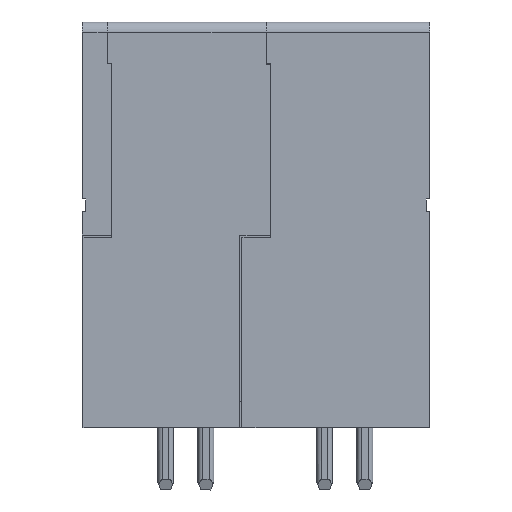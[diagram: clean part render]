
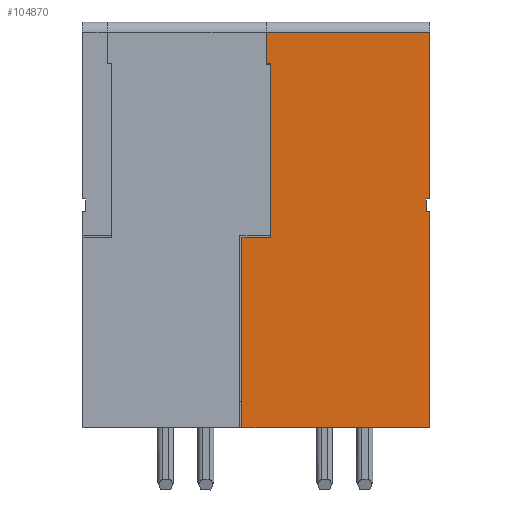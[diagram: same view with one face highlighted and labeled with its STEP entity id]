
A CAD part, front view. The second image highlights one B-rep face of the part: STEP entity #104870.
In plain terms, the highlighted face is planar.
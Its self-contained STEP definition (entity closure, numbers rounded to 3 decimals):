
#25200=CARTESIAN_POINT('',(50.733,34.2,
1.2));
#25210=VERTEX_POINT('',#25200);
#25240=CARTESIAN_POINT('',(50.733,-1.268,
1.2));
#25250=DIRECTION('',(0.,-1.,0.));
#25260=VECTOR('',#25250,1.);
#25270=LINE('',#25240,#25260);
#25280=CARTESIAN_POINT('',(50.733,49.9,
1.2));
#25290=VERTEX_POINT('',#25280);
#25300=EDGE_CURVE('',#25290,#25210,#25270,.T.);
#44420=CARTESIAN_POINT('',(50.733,12.6,
1.2));
#44430=VERTEX_POINT('',#44420);
#44460=CARTESIAN_POINT('',(50.733,33.,
1.2));
#44470=VERTEX_POINT('',#44460);
#44480=EDGE_CURVE('',#44470,#44430,#25270,.T.);
#50860=CARTESIAN_POINT('',(50.733,46.95,
16.6));
#50870=VERTEX_POINT('',#50860);
#50900=CARTESIAN_POINT('',(50.733,46.95,16.));
#50910=DIRECTION('',(0.,0.,1.));
#50920=VECTOR('',#50910,1.);
#50930=LINE('',#50900,#50920);
#50940=CARTESIAN_POINT('',(50.733,46.95,
16.2));
#50950=VERTEX_POINT('',#50940);
#50960=EDGE_CURVE('',#50950,#50870,#50930,.T.);
#51570=CARTESIAN_POINT('',(50.733,12.6,
18.9));
#51580=VERTEX_POINT('',#51570);
#51730=CARTESIAN_POINT('',(50.733,30.6,
18.9));
#51740=VERTEX_POINT('',#51730);
#51770=CARTESIAN_POINT('',(50.733,-1.268,
18.9));
#51780=DIRECTION('',(0.,1.,0.));
#51790=VECTOR('',#51780,1.);
#51800=LINE('',#51770,#51790);
#51810=EDGE_CURVE('',#51580,#51740,#51800,.T.);
#58790=CARTESIAN_POINT('',(50.733,49.9,
16.6));
#58800=VERTEX_POINT('',#58790);
#58830=CARTESIAN_POINT('',(50.733,2.3,
16.6));
#58840=DIRECTION('',(0.,-1.,0.));
#58850=VECTOR('',#58840,1.);
#58860=LINE('',#58830,#58850);
#58870=EDGE_CURVE('',#58800,#50870,#58860,.T.);
#70620=CARTESIAN_POINT('',(50.733,34.2,
1.5));
#70630=VERTEX_POINT('',#70620);
#70660=CARTESIAN_POINT('',(50.733,34.2,16.));
#70670=DIRECTION('',(0.,0.,1.));
#70680=VECTOR('',#70670,1.);
#70690=LINE('',#70660,#70680);
#70700=EDGE_CURVE('',#25210,#70630,#70690,.T.);
#88000=CARTESIAN_POINT('',(50.733,33.,
1.5));
#88010=VERTEX_POINT('',#88000);
#88040=CARTESIAN_POINT('',(50.733,-1.268,
1.5));
#88050=DIRECTION('',(0.,-1.,0.));
#88060=VECTOR('',#88050,1.);
#88070=LINE('',#88040,#88060);
#88080=EDGE_CURVE('',#70630,#88010,#88070,.T.);
#104270=CARTESIAN_POINT('',(50.733,33.,16.));
#104280=DIRECTION('',(0.,0.,-1.));
#104290=VECTOR('',#104280,1.);
#104300=LINE('',#104270,#104290);
#104310=EDGE_CURVE('',#88010,#44470,#104300,.T.);
#104460=CARTESIAN_POINT('',(50.733,14.9,
13.299));
#104470=DIRECTION('',(-1.,0.,0.));
#104480=DIRECTION('',(0.,0.,1.));
#104490=AXIS2_PLACEMENT_3D('',#104460,#104470,#104480);
#104500=PLANE('',#104490);
#104510=CARTESIAN_POINT('',(50.733,-1.268,
16.2));
#104520=DIRECTION('',(0.,-1.,0.));
#104530=VECTOR('',#104520,1.);
#104540=LINE('',#104510,#104530);
#104550=CARTESIAN_POINT('',(50.733,30.6,
16.2));
#104560=VERTEX_POINT('',#104550);
#104570=EDGE_CURVE('',#50950,#104560,#104540,.T.);
#104580=ORIENTED_EDGE('',*,*,#104570,.T.);
#104590=ORIENTED_EDGE('',*,*,#50960,.F.);
#104600=ORIENTED_EDGE('',*,*,#58870,.T.);
#104610=CARTESIAN_POINT('',(50.733,49.9,16.));
#104620=DIRECTION('',(0.,0.,-1.));
#104630=VECTOR('',#104620,1.);
#104640=LINE('',#104610,#104630);
#104650=EDGE_CURVE('',#58800,#25290,#104640,.T.);
#104660=ORIENTED_EDGE('',*,*,#104650,.F.);
#104670=ORIENTED_EDGE('',*,*,#25300,.F.);
#104680=ORIENTED_EDGE('',*,*,#70700,.F.);
#104690=ORIENTED_EDGE('',*,*,#88080,.F.);
#104700=ORIENTED_EDGE('',*,*,#104310,.F.);
#104710=ORIENTED_EDGE('',*,*,#44480,.F.);
#104720=CARTESIAN_POINT('',(50.733,12.6,16.));
#104730=DIRECTION('',(0.,0.,1.));
#104740=VECTOR('',#104730,1.);
#104750=LINE('',#104720,#104740);
#104760=EDGE_CURVE('',#44430,#51580,#104750,.T.);
#104770=ORIENTED_EDGE('',*,*,#104760,.F.);
#104780=ORIENTED_EDGE('',*,*,#51810,.F.);
#104790=CARTESIAN_POINT('',(50.733,30.6,16.));
#104800=DIRECTION('',(0.,0.,1.));
#104810=VECTOR('',#104800,1.);
#104820=LINE('',#104790,#104810);
#104830=EDGE_CURVE('',#104560,#51740,#104820,.T.);
#104840=ORIENTED_EDGE('',*,*,#104830,.T.);
#104850=EDGE_LOOP('',(#104840,#104780,#104770,#104710,#104700,#104690,
#104680,#104670,#104660,#104600,#104590,#104580));
#104860=FACE_OUTER_BOUND('',#104850,.T.);
#104870=ADVANCED_FACE('',(#104860),#104500,.F.);
